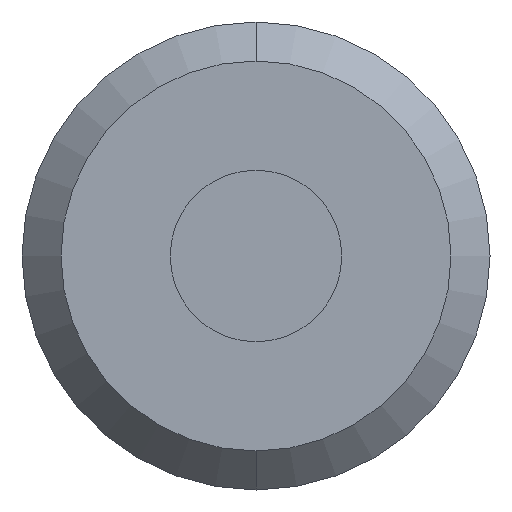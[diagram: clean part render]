
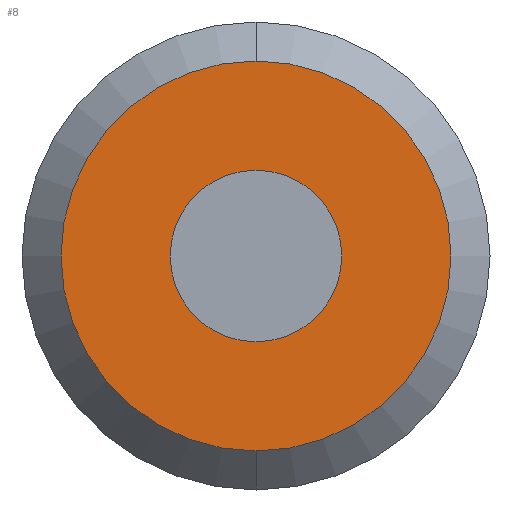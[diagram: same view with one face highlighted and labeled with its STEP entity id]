
A CAD part, front view. The second image highlights one B-rep face of the part: STEP entity #8.
In plain terms, the highlighted planar face has unit normal (0, -1, 0).
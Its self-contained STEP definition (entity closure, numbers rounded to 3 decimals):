
#1 = EDGE_CURVE ( 'NONE', #11, #302, #133, .T. ) ;
#8 = ADVANCED_FACE ( 'NONE', ( #60, #296 ), #124, .F. ) ;
#11 = VERTEX_POINT ( 'NONE', #24 ) ;
#18 = DIRECTION ( 'NONE',  ( 0., 0., -1. ) ) ;
#24 = CARTESIAN_POINT ( 'NONE',  ( 0., 0., -2.5 ) ) ;
#40 = AXIS2_PLACEMENT_3D ( 'NONE', #257, #105, #279 ) ;
#46 = DIRECTION ( 'NONE',  ( 0., -1., 0. ) ) ;
#48 = EDGE_CURVE ( 'NONE', #157, #217, #92, .T. ) ;
#49 = ORIENTED_EDGE ( 'NONE', *, *, #48, .F. ) ;
#53 = CARTESIAN_POINT ( 'NONE',  ( 0., 0., -1.1 ) ) ;
#60 = FACE_OUTER_BOUND ( 'NONE', #198, .T. ) ;
#70 = DIRECTION ( 'NONE',  ( 0., 0., 1. ) ) ;
#92 = CIRCLE ( 'NONE', #93, 1.1 ) ;
#93 = AXIS2_PLACEMENT_3D ( 'NONE', #98, #303, #273 ) ;
#98 = CARTESIAN_POINT ( 'NONE',  ( 0., 0., 0. ) ) ;
#100 = CIRCLE ( 'NONE', #40, 2.5 ) ;
#105 = DIRECTION ( 'NONE',  ( 0., -1., 0. ) ) ;
#111 = CARTESIAN_POINT ( 'NONE',  ( 0., 0., 0. ) ) ;
#113 = CARTESIAN_POINT ( 'NONE',  ( 0., 0., 1.1 ) ) ;
#123 = CARTESIAN_POINT ( 'NONE',  ( 0., 0., 0. ) ) ;
#124 = PLANE ( 'NONE',  #301 ) ;
#133 = CIRCLE ( 'NONE', #286, 2.5 ) ;
#144 = DIRECTION ( 'NONE',  ( 0., -1., 0. ) ) ;
#157 = VERTEX_POINT ( 'NONE', #53 ) ;
#162 = EDGE_CURVE ( 'NONE', #302, #11, #100, .T. ) ;
#167 = ORIENTED_EDGE ( 'NONE', *, *, #162, .T. ) ;
#175 = AXIS2_PLACEMENT_3D ( 'NONE', #111, #144, #18 ) ;
#198 = EDGE_LOOP ( 'NONE', ( #211, #167 ) ) ;
#204 = ORIENTED_EDGE ( 'NONE', *, *, #317, .F. ) ;
#211 = ORIENTED_EDGE ( 'NONE', *, *, #1, .T. ) ;
#217 = VERTEX_POINT ( 'NONE', #113 ) ;
#257 = CARTESIAN_POINT ( 'NONE',  ( 0., 0., 0. ) ) ;
#273 = DIRECTION ( 'NONE',  ( 0., 0., -1. ) ) ;
#274 = EDGE_LOOP ( 'NONE', ( #49, #204 ) ) ;
#275 = CIRCLE ( 'NONE', #175, 1.1 ) ;
#279 = DIRECTION ( 'NONE',  ( 0., 0., 1. ) ) ;
#286 = AXIS2_PLACEMENT_3D ( 'NONE', #293, #46, #70 ) ;
#290 = CARTESIAN_POINT ( 'NONE',  ( 0., 0., 2.5 ) ) ;
#293 = CARTESIAN_POINT ( 'NONE',  ( 0., 0., 0. ) ) ;
#296 = FACE_BOUND ( 'NONE', #274, .T. ) ;
#297 = DIRECTION ( 'NONE',  ( 0., 1., 0. ) ) ;
#301 = AXIS2_PLACEMENT_3D ( 'NONE', #123, #297, #319 ) ;
#302 = VERTEX_POINT ( 'NONE', #290 ) ;
#303 = DIRECTION ( 'NONE',  ( 0., -1., 0. ) ) ;
#317 = EDGE_CURVE ( 'NONE', #217, #157, #275, .T. ) ;
#319 = DIRECTION ( 'NONE',  ( 1., 0., 0. ) ) ;
